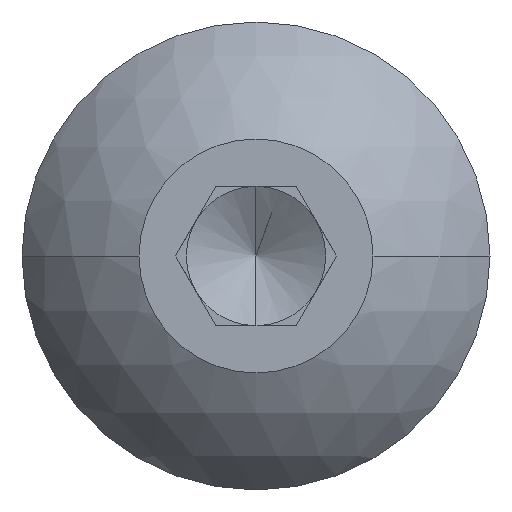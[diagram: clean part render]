
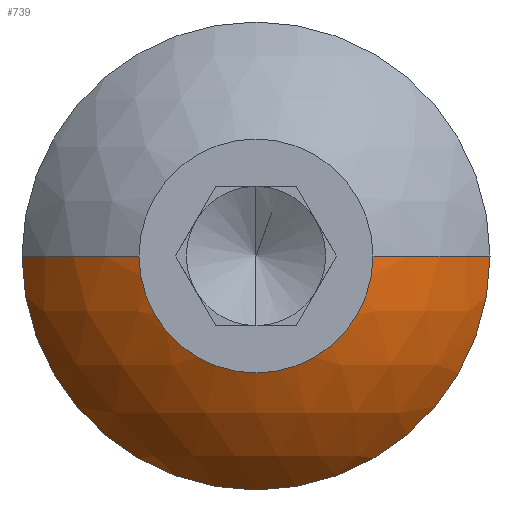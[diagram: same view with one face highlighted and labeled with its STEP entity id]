
A CAD part, left-side view. The second image highlights one B-rep face of the part: STEP entity #739.
In plain terms, the highlighted spherical face has radius 3.925 mm.
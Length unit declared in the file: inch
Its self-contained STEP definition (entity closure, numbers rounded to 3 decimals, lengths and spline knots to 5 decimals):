
#2 = CARTESIAN_POINT ( 'NONE',  ( 0.058, 0., 0. ) ) ;
#19 = VERTEX_POINT ( 'NONE', #51 ) ;
#31 = VERTEX_POINT ( 'NONE', #60 ) ;
#51 = CARTESIAN_POINT ( 'NONE',  ( 0., -0.0655, 0. ) ) ;
#60 = CARTESIAN_POINT ( 'NONE',  ( 0.058, 0.131, 0. ) ) ;
#63 = DIRECTION ( 'NONE',  ( 0., 1., 0. ) ) ;
#68 = CARTESIAN_POINT ( 'NONE',  ( 0.058, 0., 0. ) ) ;
#111 = AXIS2_PLACEMENT_3D ( 'NONE', #160, #504, #747 ) ;
#118 = DIRECTION ( 'NONE',  ( -1., 0., 0. ) ) ;
#126 = DIRECTION ( 'NONE',  ( 0., 1., 0. ) ) ;
#145 = VERTEX_POINT ( 'NONE', #556 ) ;
#160 = CARTESIAN_POINT ( 'NONE',  ( 0., 0., 0. ) ) ;
#195 = AXIS2_PLACEMENT_3D ( 'NONE', #567, #697, #692 ) ;
#259 = CIRCLE ( 'NONE', #576, 0.15452 ) ;
#262 = AXIS2_PLACEMENT_3D ( 'NONE', #2, #118, #585 ) ;
#292 = CARTESIAN_POINT ( 'NONE',  ( 0., 0.0655, 0. ) ) ;
#325 = ORIENTED_EDGE ( 'NONE', *, *, #392, .F. ) ;
#338 = EDGE_CURVE ( 'NONE', #729, #19, #555, .T. ) ;
#360 = CARTESIAN_POINT ( 'NONE',  ( 0.13995, 0., 0. ) ) ;
#382 = AXIS2_PLACEMENT_3D ( 'NONE', #68, #469, #588 ) ;
#392 = EDGE_CURVE ( 'NONE', #31, #729, #521, .T. ) ;
#403 = ORIENTED_EDGE ( 'NONE', *, *, #679, .T. ) ;
#437 = ORIENTED_EDGE ( 'NONE', *, *, #459, .T. ) ;
#459 = EDGE_CURVE ( 'NONE', #145, #19, #259, .T. ) ;
#469 = DIRECTION ( 'NONE',  ( -1., 0., 0. ) ) ;
#472 = DIRECTION ( 'NONE',  ( 0., 0., -1. ) ) ;
#478 = FACE_OUTER_BOUND ( 'NONE', #532, .T. ) ;
#496 = ORIENTED_EDGE ( 'NONE', *, *, #536, .T. ) ;
#504 = DIRECTION ( 'NONE',  ( -1., 0., 0. ) ) ;
#521 = CIRCLE ( 'NONE', #195, 0.15452 ) ;
#528 = DIRECTION ( 'NONE',  ( 0., 0., -1. ) ) ;
#532 = EDGE_LOOP ( 'NONE', ( #403, #496, #437, #573, #325 ) ) ;
#536 = EDGE_CURVE ( 'NONE', #756, #145, #748, .T. ) ;
#555 = CIRCLE ( 'NONE', #111, 0.0655 ) ;
#556 = CARTESIAN_POINT ( 'NONE',  ( 0.058, -0.131, 0. ) ) ;
#567 = CARTESIAN_POINT ( 'NONE',  ( 0.13995, 0., 0. ) ) ;
#573 = ORIENTED_EDGE ( 'NONE', *, *, #338, .F. ) ;
#576 = AXIS2_PLACEMENT_3D ( 'NONE', #715, #528, #63 ) ;
#585 = DIRECTION ( 'NONE',  ( 0., 0., 1. ) ) ;
#588 = DIRECTION ( 'NONE',  ( 0., 0., 1. ) ) ;
#592 = CARTESIAN_POINT ( 'NONE',  ( 0.058, 0., -0.131 ) ) ;
#604 = CIRCLE ( 'NONE', #262, 0.131 ) ;
#679 = EDGE_CURVE ( 'NONE', #31, #756, #604, .T. ) ;
#691 = AXIS2_PLACEMENT_3D ( 'NONE', #360, #472, #126 ) ;
#692 = DIRECTION ( 'NONE',  ( 1., 0., 0. ) ) ;
#697 = DIRECTION ( 'NONE',  ( 0., 0., 1. ) ) ;
#713 = SPHERICAL_SURFACE ( 'NONE', #691, 0.15452 ) ;
#715 = CARTESIAN_POINT ( 'NONE',  ( 0.13995, 0., 0. ) ) ;
#729 = VERTEX_POINT ( 'NONE', #292 ) ;
#739 = ADVANCED_FACE ( 'NONE', ( #478 ), #713, .T. ) ;
#747 = DIRECTION ( 'NONE',  ( 0., 0., 1. ) ) ;
#748 = CIRCLE ( 'NONE', #382, 0.131 ) ;
#756 = VERTEX_POINT ( 'NONE', #592 ) ;
